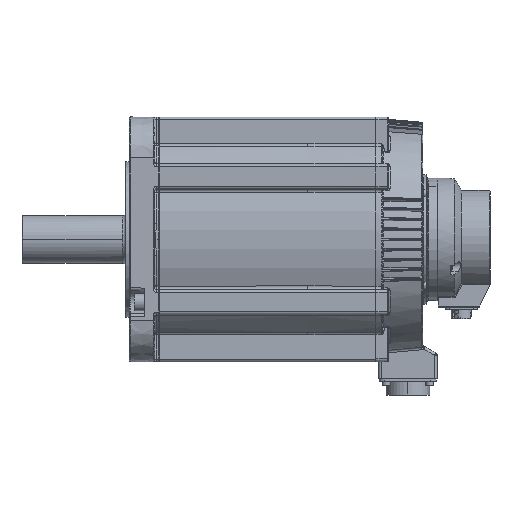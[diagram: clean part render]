
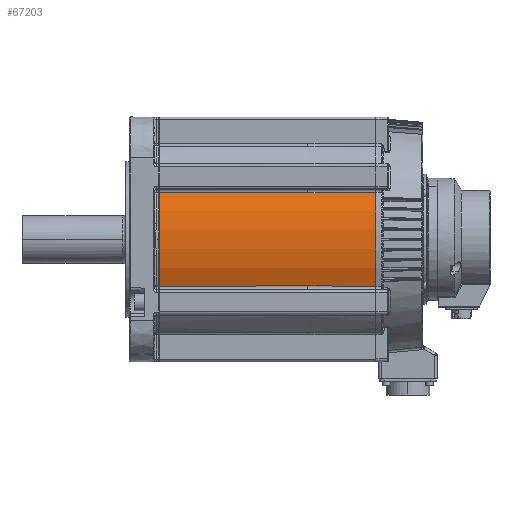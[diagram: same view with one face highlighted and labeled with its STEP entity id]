
A CAD part, left-side view. The second image highlights one B-rep face of the part: STEP entity #67203.
In plain terms, the highlighted cylindrical face has radius 88.75 mm (diameter 177.5 mm), a partial arc.
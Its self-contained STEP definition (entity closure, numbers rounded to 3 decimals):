
#64166=CARTESIAN_POINT('',(-81.862,-50.,-34.282));
#64175=CARTESIAN_POINT('',(0.,-50.,0.));
#64176=DIRECTION('',(0.,-1.,0.));
#64177=DIRECTION('',(-0.922,0.,0.386));
#64178=AXIS2_PLACEMENT_3D('',#64175,#64176,#64177);
#64187=CARTESIAN_POINT('',(-81.862,-50.,34.282));
#64384=CARTESIAN_POINT('',(0.,109.,0.));
#64385=DIRECTION('',(0.,1.,0.));
#64386=DIRECTION('',(-0.922,0.,-0.386));
#64387=AXIS2_PLACEMENT_3D('',#64384,#64385,#64386);
#65034=DIRECTION('',(0.,1.,0.));
#65035=VECTOR('',#65034,109.);
#65036=CARTESIAN_POINT('',(-81.863,0.,-34.278));
#65037=LINE('',#65036,#65035);
#65038=DIRECTION('',(0.,-1.,0.));
#65039=VECTOR('',#65038,109.);
#65040=CARTESIAN_POINT('',(-81.862,109.,34.282));
#65041=LINE('',#65040,#65039);
#65144=DIRECTION('',(0.,-1.,0.));
#65145=VECTOR('',#65144,50.);
#65146=CARTESIAN_POINT('',(-81.863,0.,34.278));
#65147=LINE('',#65146,#65145);
#65166=DIRECTION('',(0.,1.,0.));
#65167=VECTOR('',#65166,50.);
#65168=CARTESIAN_POINT('',(-81.862,-50.,-34.282));
#65169=LINE('',#65168,#65167);
#65549=CARTESIAN_POINT('',(-81.862,109.,34.282));
#65550=CARTESIAN_POINT('',(-81.863,0.,34.278));
#65551=VERTEX_POINT('',#65549);
#65552=VERTEX_POINT('',#65550);
#65689=VERTEX_POINT('',#64166);
#65758=VERTEX_POINT('',#64187);
#65811=CARTESIAN_POINT('',(-81.863,0.,-34.278));
#65812=CARTESIAN_POINT('',(-81.862,109.,-34.282));
#65813=VERTEX_POINT('',#65811);
#65814=VERTEX_POINT('',#65812);
#67187=CARTESIAN_POINT('',(0.,0.,0.));
#67188=DIRECTION('',(0.,1.,0.));
#67189=DIRECTION('',(0.,0.,1.));
#67190=AXIS2_PLACEMENT_3D('',#67187,#67188,#67189);
#67191=CYLINDRICAL_SURFACE('',#67190,88.75);
#67192=ORIENTED_EDGE('',*,*,#67180,.T.);
#67193=ORIENTED_EDGE('',*,*,#66231,.T.);
#67195=ORIENTED_EDGE('',*,*,#67194,.T.);
#67197=ORIENTED_EDGE('',*,*,#67196,.T.);
#67198=ORIENTED_EDGE('',*,*,#66084,.T.);
#67200=ORIENTED_EDGE('',*,*,#67199,.T.);
#67201=EDGE_LOOP('',(#67192,#67193,#67195,#67197,#67198,#67200));
#67202=FACE_OUTER_BOUND('',#67201,.F.);
#67203=ADVANCED_FACE('',(#67202),#67191,.T.);
#64179=CIRCLE('',#64178,88.75);
#64388=CIRCLE('',#64387,88.75);
#66084=EDGE_CURVE('',#65758,#65689,#64179,.T.);
#66231=EDGE_CURVE('',#65814,#65551,#64388,.T.);
#67180=EDGE_CURVE('',#65813,#65814,#65037,.T.);
#67194=EDGE_CURVE('',#65551,#65552,#65041,.T.);
#67196=EDGE_CURVE('',#65552,#65758,#65147,.T.);
#67199=EDGE_CURVE('',#65689,#65813,#65169,.T.);
